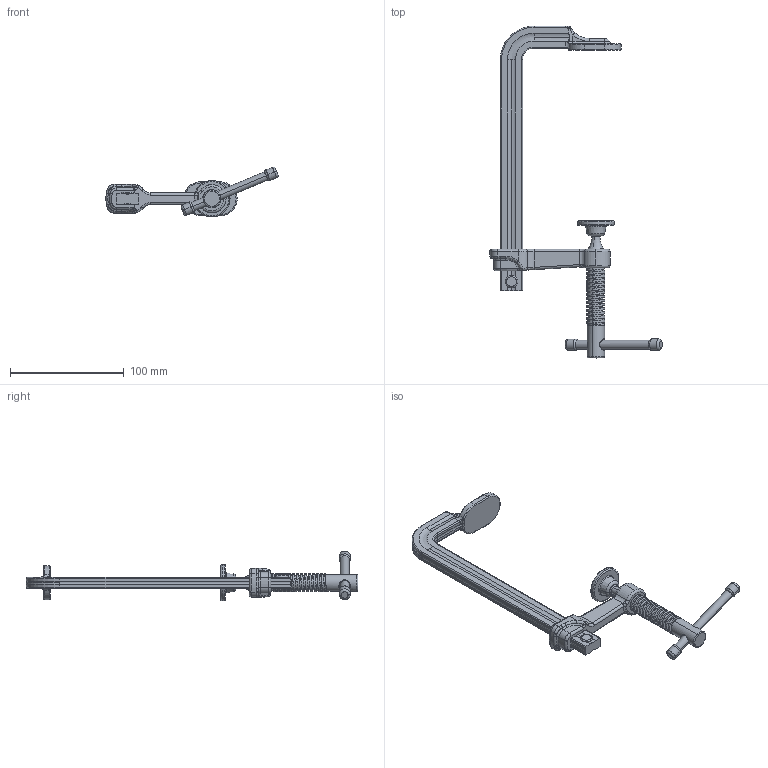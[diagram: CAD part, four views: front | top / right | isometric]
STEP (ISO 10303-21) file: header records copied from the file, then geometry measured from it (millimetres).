
FILE_DESCRIPTION (( 'STEP AP214' ), '1' );
FILE_NAME ('GH-S15C6.STEP', '2025-12-19T03:49:33', ( '' ), ( '' ), 'SwSTEP 2.0', 'SolidWorks 2016', '' );
FILE_SCHEMA (( 'AUTOMOTIVE_DESIGN' ));
Length unit declared in the file: millimetre
Products named in the file (7): S15C6rivet; S15C605; S15C601-2; S15C601-1; GH-S15C6; S15C601-3; S15C608
Assembly tree (6 placements, depth 2):
  GH-S15C6
    S15C608
    S15C601-1
    S15C601-2
    S15C605
    S15C6rivet
    S15C601-3
Bounding box: 151.63 x 292.17 x 43.91 mm (x, y, z)
Volume: 103433.9 mm3; surface area: 40777.9 mm2
Topology: 6 solids, 6 shells, 433 faces, 1115 edges, 688 vertices
Faces by surface type: cylinder 148, plane 131, torus 86, bspline 50, cone 10, sphere 8
Entity records: 25698 total; most frequent: CARTESIAN_POINT 15471, ORIENTED_EDGE 2208, DIRECTION 2018, EDGE_CURVE 1104, AXIS2_PLACEMENT_3D 809, VERTEX_POINT 685, EDGE_LOOP 443, FACE_OUTER_BOUND 433
